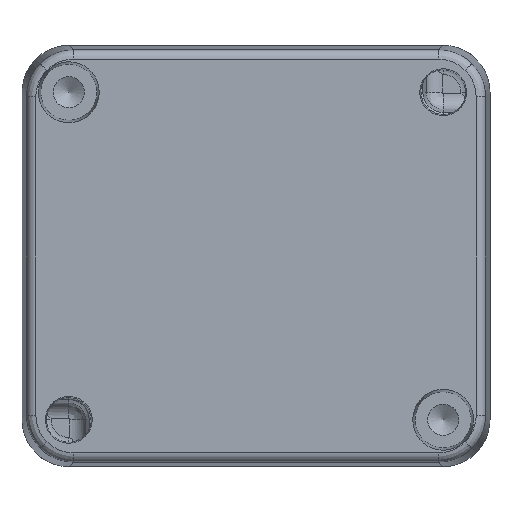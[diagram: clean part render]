
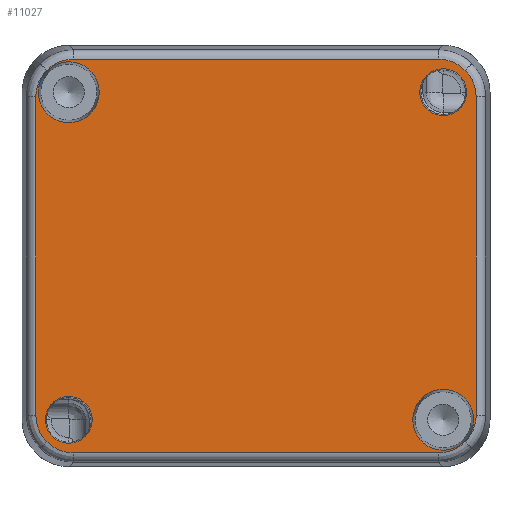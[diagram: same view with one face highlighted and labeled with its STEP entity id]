
A CAD part, front view. The second image highlights one B-rep face of the part: STEP entity #11027.
In plain terms, the highlighted planar face has unit normal (0, -1, 0).
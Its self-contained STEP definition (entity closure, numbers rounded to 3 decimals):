
#863=LINE('',#23437,#1582);
#864=LINE('',#23446,#1583);
#865=LINE('',#23455,#1584);
#866=LINE('',#23464,#1585);
#1582=VECTOR('',#13756,1000.);
#1583=VECTOR('',#13757,1000.);
#1584=VECTOR('',#13758,1000.);
#1585=VECTOR('',#13759,1000.);
#2043=PLANE('',#11922);
#2306=B_SPLINE_CURVE_WITH_KNOTS('',3,(#23126,#23127,#23128,#23129,#23130,
#23131,#23132),.UNSPECIFIED.,.F.,.F.,(4,3,4),(0.,0.393,
0.785),.UNSPECIFIED.);
#2308=B_SPLINE_CURVE_WITH_KNOTS('',3,(#23164,#23165,#23166,#23167,#23168,
#23169,#23170),.UNSPECIFIED.,.F.,.F.,(4,3,4),(0.,0.393,
0.785),.UNSPECIFIED.);
#2310=B_SPLINE_CURVE_WITH_KNOTS('',3,(#23202,#23203,#23204,#23205,#23206,
#23207,#23208),.UNSPECIFIED.,.F.,.F.,(4,3,4),(0.,0.393,
0.785),.UNSPECIFIED.);
#2312=B_SPLINE_CURVE_WITH_KNOTS('',3,(#23240,#23241,#23242,#23243,#23244,
#23245,#23246),.UNSPECIFIED.,.F.,.F.,(4,3,4),(0.,0.393,
0.785),.UNSPECIFIED.);
#2326=B_SPLINE_CURVE_WITH_KNOTS('',3,(#23438,#23439,#23440,#23441,#23442,
#23443,#23444),.UNSPECIFIED.,.F.,.F.,(4,3,4),(5.498,5.891,
6.283),.UNSPECIFIED.);
#2327=B_SPLINE_CURVE_WITH_KNOTS('',3,(#23447,#23448,#23449,#23450,#23451,
#23452,#23453),.UNSPECIFIED.,.F.,.F.,(4,3,4),(5.498,5.891,
6.283),.UNSPECIFIED.);
#2328=B_SPLINE_CURVE_WITH_KNOTS('',3,(#23456,#23457,#23458,#23459,#23460,
#23461,#23462),.UNSPECIFIED.,.F.,.F.,(4,3,4),(5.498,5.891,
6.283),.UNSPECIFIED.);
#2329=B_SPLINE_CURVE_WITH_KNOTS('',3,(#23465,#23466,#23467,#23468,#23469,
#23470,#23471),.UNSPECIFIED.,.F.,.F.,(4,3,4),(5.498,5.891,
6.283),.UNSPECIFIED.);
#2732=FACE_BOUND('',#3870,.T.);
#2733=FACE_BOUND('',#3871,.T.);
#2734=FACE_BOUND('',#3872,.T.);
#2735=FACE_BOUND('',#3873,.T.);
#3103=FACE_OUTER_BOUND('',#3869,.T.);
#3869=EDGE_LOOP('',(#8866,#8867,#8868,#8869,#8870,#8871,#8872,#8873,#8874,
#8875,#8876,#8877));
#3870=EDGE_LOOP('',(#8878));
#3871=EDGE_LOOP('',(#8879));
#3872=EDGE_LOOP('',(#8880));
#3873=EDGE_LOOP('',(#8881));
#4520=CIRCLE('',#11873,3.25);
#4522=CIRCLE('',#11876,3.25);
#4530=CIRCLE('',#11893,2.5);
#4532=CIRCLE('',#11896,2.5);
#5165=VERTEX_POINT('',#22979);
#5167=VERTEX_POINT('',#22984);
#5183=VERTEX_POINT('',#23045);
#5185=VERTEX_POINT('',#23050);
#5200=VERTEX_POINT('',#23124);
#5201=VERTEX_POINT('',#23125);
#5204=VERTEX_POINT('',#23162);
#5205=VERTEX_POINT('',#23163);
#5208=VERTEX_POINT('',#23200);
#5209=VERTEX_POINT('',#23201);
#5212=VERTEX_POINT('',#23238);
#5213=VERTEX_POINT('',#23239);
#5252=VERTEX_POINT('',#23436);
#5253=VERTEX_POINT('',#23445);
#5254=VERTEX_POINT('',#23454);
#5255=VERTEX_POINT('',#23463);
#6446=EDGE_CURVE('',#5165,#5165,#4520,.T.);
#6448=EDGE_CURVE('',#5167,#5167,#4522,.T.);
#6464=EDGE_CURVE('',#5183,#5183,#4530,.T.);
#6466=EDGE_CURVE('',#5185,#5185,#4532,.T.);
#6481=EDGE_CURVE('',#5200,#5201,#2306,.T.);
#6485=EDGE_CURVE('',#5204,#5205,#2308,.T.);
#6489=EDGE_CURVE('',#5208,#5209,#2310,.T.);
#6493=EDGE_CURVE('',#5212,#5213,#2312,.T.);
#6541=EDGE_CURVE('',#5209,#5252,#863,.T.);
#6542=EDGE_CURVE('',#5252,#5200,#2326,.T.);
#6543=EDGE_CURVE('',#5201,#5253,#864,.T.);
#6544=EDGE_CURVE('',#5253,#5204,#2327,.T.);
#6545=EDGE_CURVE('',#5205,#5254,#865,.T.);
#6546=EDGE_CURVE('',#5254,#5212,#2328,.T.);
#6547=EDGE_CURVE('',#5213,#5255,#866,.T.);
#6548=EDGE_CURVE('',#5255,#5208,#2329,.T.);
#8866=ORIENTED_EDGE('',*,*,#6541,.T.);
#8867=ORIENTED_EDGE('',*,*,#6542,.T.);
#8868=ORIENTED_EDGE('',*,*,#6481,.T.);
#8869=ORIENTED_EDGE('',*,*,#6543,.T.);
#8870=ORIENTED_EDGE('',*,*,#6544,.T.);
#8871=ORIENTED_EDGE('',*,*,#6485,.T.);
#8872=ORIENTED_EDGE('',*,*,#6545,.T.);
#8873=ORIENTED_EDGE('',*,*,#6546,.T.);
#8874=ORIENTED_EDGE('',*,*,#6493,.T.);
#8875=ORIENTED_EDGE('',*,*,#6547,.T.);
#8876=ORIENTED_EDGE('',*,*,#6548,.T.);
#8877=ORIENTED_EDGE('',*,*,#6489,.T.);
#8878=ORIENTED_EDGE('',*,*,#6446,.T.);
#8879=ORIENTED_EDGE('',*,*,#6448,.T.);
#8880=ORIENTED_EDGE('',*,*,#6464,.T.);
#8881=ORIENTED_EDGE('',*,*,#6466,.T.);
#11027=ADVANCED_FACE('',(#3103,#2732,#2733,#2734,#2735),#2043,.F.);
#11873=AXIS2_PLACEMENT_3D('',#22980,#13620,#13621);
#11876=AXIS2_PLACEMENT_3D('',#22985,#13626,#13627);
#11893=AXIS2_PLACEMENT_3D('',#23046,#13662,#13663);
#11896=AXIS2_PLACEMENT_3D('',#23051,#13668,#13669);
#11922=AXIS2_PLACEMENT_3D('',#23435,#13754,#13755);
#13620=DIRECTION('center_axis',(0.,1.,0.));
#13621=DIRECTION('ref_axis',(0.,0.,1.));
#13626=DIRECTION('center_axis',(0.,1.,0.));
#13627=DIRECTION('ref_axis',(0.,0.,1.));
#13662=DIRECTION('center_axis',(0.,1.,0.));
#13663=DIRECTION('ref_axis',(0.,0.,1.));
#13668=DIRECTION('center_axis',(0.,1.,0.));
#13669=DIRECTION('ref_axis',(0.,0.,1.));
#13754=DIRECTION('center_axis',(0.,1.,0.));
#13755=DIRECTION('ref_axis',(0.,0.,1.));
#13756=DIRECTION('',(-1.,0.,0.));
#13757=DIRECTION('',(0.,0.,-1.));
#13758=DIRECTION('',(1.,0.,0.));
#13759=DIRECTION('',(0.,0.,1.));
#22979=CARTESIAN_POINT('',(20.,-24.,-14.25));
#22980=CARTESIAN_POINT('Origin',(20.,-24.,-17.5));
#22984=CARTESIAN_POINT('',(-20.,-24.,20.75));
#22985=CARTESIAN_POINT('Origin',(-20.,-24.,17.5));
#23045=CARTESIAN_POINT('',(20.,-24.,20.));
#23046=CARTESIAN_POINT('Origin',(20.,-24.,17.5));
#23050=CARTESIAN_POINT('',(-20.,-24.,-15.));
#23051=CARTESIAN_POINT('Origin',(-20.,-24.,-17.5));
#23124=CARTESIAN_POINT('',(-22.35,-24.,19.85));
#23125=CARTESIAN_POINT('',(-23.521,-24.,17.022));
#23126=CARTESIAN_POINT('Ctrl Pts',(-22.35,-24.,19.85));
#23127=CARTESIAN_POINT('Ctrl Pts',(-22.72,-24.,19.479));
#23128=CARTESIAN_POINT('Ctrl Pts',(-23.016,-24.,19.036));
#23129=CARTESIAN_POINT('Ctrl Pts',(-23.216,-24.,18.552));
#23130=CARTESIAN_POINT('Ctrl Pts',(-23.417,-24.,18.069));
#23131=CARTESIAN_POINT('Ctrl Pts',(-23.521,-24.,17.545));
#23132=CARTESIAN_POINT('Ctrl Pts',(-23.521,-24.,17.022));
#23162=CARTESIAN_POINT('',(-22.35,-24.,-19.85));
#23163=CARTESIAN_POINT('',(-19.522,-24.,-21.021));
#23164=CARTESIAN_POINT('Ctrl Pts',(-22.35,-24.,-19.85));
#23165=CARTESIAN_POINT('Ctrl Pts',(-21.979,-24.,-20.22));
#23166=CARTESIAN_POINT('Ctrl Pts',(-21.536,-24.,-20.516));
#23167=CARTESIAN_POINT('Ctrl Pts',(-21.052,-24.,-20.716));
#23168=CARTESIAN_POINT('Ctrl Pts',(-20.569,-24.,-20.917));
#23169=CARTESIAN_POINT('Ctrl Pts',(-20.045,-24.,-21.021));
#23170=CARTESIAN_POINT('Ctrl Pts',(-19.522,-24.,-21.021));
#23200=CARTESIAN_POINT('',(22.35,-24.,19.85));
#23201=CARTESIAN_POINT('',(19.522,-24.,21.021));
#23202=CARTESIAN_POINT('Ctrl Pts',(22.35,-24.,19.85));
#23203=CARTESIAN_POINT('Ctrl Pts',(21.979,-24.,20.22));
#23204=CARTESIAN_POINT('Ctrl Pts',(21.536,-24.,20.516));
#23205=CARTESIAN_POINT('Ctrl Pts',(21.052,-24.,20.716));
#23206=CARTESIAN_POINT('Ctrl Pts',(20.569,-24.,20.917));
#23207=CARTESIAN_POINT('Ctrl Pts',(20.045,-24.,21.021));
#23208=CARTESIAN_POINT('Ctrl Pts',(19.522,-24.,21.021));
#23238=CARTESIAN_POINT('',(22.35,-24.,-19.85));
#23239=CARTESIAN_POINT('',(23.521,-24.,-17.022));
#23240=CARTESIAN_POINT('Ctrl Pts',(22.35,-24.,-19.85));
#23241=CARTESIAN_POINT('Ctrl Pts',(22.72,-24.,-19.479));
#23242=CARTESIAN_POINT('Ctrl Pts',(23.016,-24.,-19.036));
#23243=CARTESIAN_POINT('Ctrl Pts',(23.216,-24.,-18.552));
#23244=CARTESIAN_POINT('Ctrl Pts',(23.417,-24.,-18.069));
#23245=CARTESIAN_POINT('Ctrl Pts',(23.521,-24.,-17.545));
#23246=CARTESIAN_POINT('Ctrl Pts',(23.521,-24.,-17.022));
#23435=CARTESIAN_POINT('Origin',(-25.,-24.,22.5));
#23436=CARTESIAN_POINT('',(-19.522,-24.,21.021));
#23437=CARTESIAN_POINT('',(-19.501,-24.,21.021));
#23438=CARTESIAN_POINT('Ctrl Pts',(-19.522,-24.,21.021));
#23439=CARTESIAN_POINT('Ctrl Pts',(-20.045,-24.,21.021));
#23440=CARTESIAN_POINT('Ctrl Pts',(-20.569,-24.,20.917));
#23441=CARTESIAN_POINT('Ctrl Pts',(-21.052,-24.,20.716));
#23442=CARTESIAN_POINT('Ctrl Pts',(-21.536,-24.,20.516));
#23443=CARTESIAN_POINT('Ctrl Pts',(-21.979,-24.,20.22));
#23444=CARTESIAN_POINT('Ctrl Pts',(-22.35,-24.,19.85));
#23445=CARTESIAN_POINT('',(-23.521,-24.,-17.022));
#23446=CARTESIAN_POINT('',(-23.521,-24.,-17.001));
#23447=CARTESIAN_POINT('Ctrl Pts',(-23.521,-24.,-17.022));
#23448=CARTESIAN_POINT('Ctrl Pts',(-23.521,-24.,-17.545));
#23449=CARTESIAN_POINT('Ctrl Pts',(-23.417,-24.,-18.069));
#23450=CARTESIAN_POINT('Ctrl Pts',(-23.216,-24.,-18.552));
#23451=CARTESIAN_POINT('Ctrl Pts',(-23.016,-24.,-19.036));
#23452=CARTESIAN_POINT('Ctrl Pts',(-22.72,-24.,-19.479));
#23453=CARTESIAN_POINT('Ctrl Pts',(-22.35,-24.,-19.85));
#23454=CARTESIAN_POINT('',(19.522,-24.,-21.021));
#23455=CARTESIAN_POINT('',(19.501,-24.,-21.021));
#23456=CARTESIAN_POINT('Ctrl Pts',(19.522,-24.,-21.021));
#23457=CARTESIAN_POINT('Ctrl Pts',(20.045,-24.,-21.021));
#23458=CARTESIAN_POINT('Ctrl Pts',(20.569,-24.,-20.917));
#23459=CARTESIAN_POINT('Ctrl Pts',(21.052,-24.,-20.716));
#23460=CARTESIAN_POINT('Ctrl Pts',(21.536,-24.,-20.516));
#23461=CARTESIAN_POINT('Ctrl Pts',(21.979,-24.,-20.22));
#23462=CARTESIAN_POINT('Ctrl Pts',(22.35,-24.,-19.85));
#23463=CARTESIAN_POINT('',(23.521,-24.,17.022));
#23464=CARTESIAN_POINT('',(23.521,-24.,17.001));
#23465=CARTESIAN_POINT('Ctrl Pts',(23.521,-24.,17.022));
#23466=CARTESIAN_POINT('Ctrl Pts',(23.521,-24.,17.545));
#23467=CARTESIAN_POINT('Ctrl Pts',(23.417,-24.,18.069));
#23468=CARTESIAN_POINT('Ctrl Pts',(23.216,-24.,18.552));
#23469=CARTESIAN_POINT('Ctrl Pts',(23.016,-24.,19.036));
#23470=CARTESIAN_POINT('Ctrl Pts',(22.72,-24.,19.479));
#23471=CARTESIAN_POINT('Ctrl Pts',(22.35,-24.,19.85));
